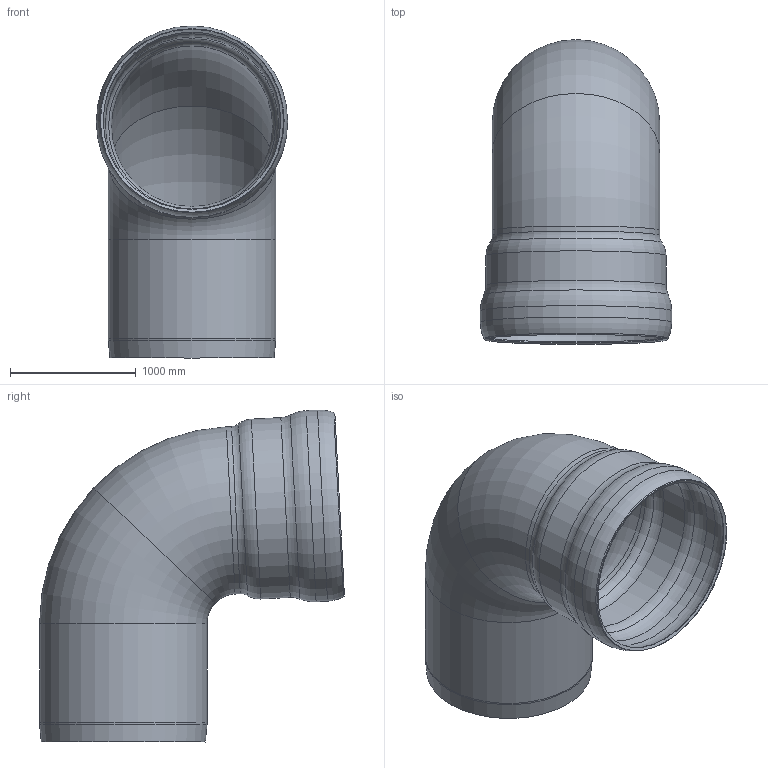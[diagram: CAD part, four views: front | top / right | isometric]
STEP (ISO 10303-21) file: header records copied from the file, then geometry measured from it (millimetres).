
FILE_DESCRIPTION(/* description */ (''),/* implementation_level */ '2;1');
FILE_NAME(/* name */ '00300.125O_3D.stp',/* time_stamp */ '2025-09-08T11:43:05+02:00',/* author */ ('N.Hausmann'),/* organization */ (''),/* preprocessor_version */ 'ST-DEVELOPER v20',/* originating_system */ 'AutoCAD Mechanical',/* authorisation */ '');
FILE_SCHEMA (('AUTOMOTIVE_DESIGN { 1 0 10303 214 3 1 1 }'));
Length unit declared in the file: centimetre
Products named in the file (2): Product; *S0
Assembly tree (1 placements, depth 2):
  Product
    *S0
Bounding box: 1520 x 2420.69 x 2635.92 mm (x, y, z)
Volume: 334834372.8 mm3; surface area: 27202506.1 mm2
Topology: 2 solids, 2 shells, 32 faces, 78 edges, 48 vertices
Faces by surface type: torus 16, cylinder 8, cone 6, plane 2
Full cylindrical faces by diameter (mm): 1280 x2, 1330 x2, 1380 x1, 1430 x1, 1470 x1, 1520 x1
Entity records: 1020 total; most frequent: DIRECTION 212, CARTESIAN_POINT 161, ORIENTED_EDGE 156, AXIS2_PLACEMENT_3D 99, EDGE_CURVE 78, CIRCLE 64, VERTEX_POINT 48, EDGE_LOOP 34
